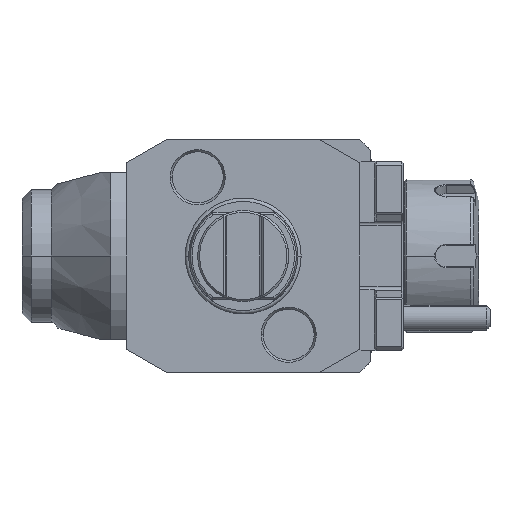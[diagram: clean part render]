
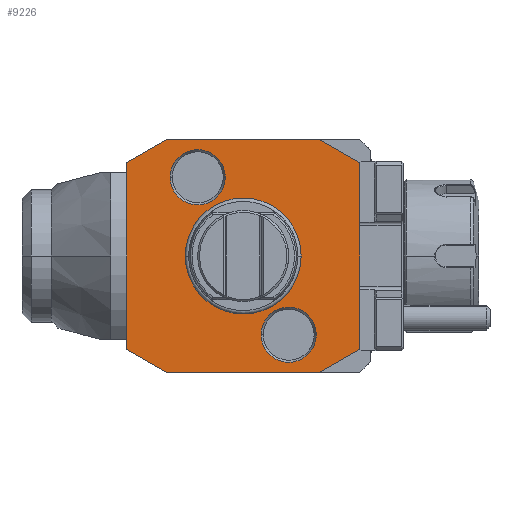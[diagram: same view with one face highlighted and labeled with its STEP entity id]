
A CAD part, front view. The second image highlights one B-rep face of the part: STEP entity #9226.
In plain terms, the highlighted planar face has unit normal (0, -1, 0).
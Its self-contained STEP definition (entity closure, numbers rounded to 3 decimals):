
#1=DIRECTION('',(-0.866,0.,-0.5));
#2=VECTOR('',#1,12.702);
#3=CARTESIAN_POINT('',(-21.,0.,32.));
#4=LINE('',#3,#2);
#5=DIRECTION('',(-1.,0.,0.));
#6=VECTOR('',#5,42.);
#7=CARTESIAN_POINT('',(21.,0.,32.));
#8=LINE('',#7,#6);
#9=DIRECTION('',(-0.866,0.,0.5));
#10=VECTOR('',#9,12.702);
#11=CARTESIAN_POINT('',(32.,0.,25.649));
#12=LINE('',#11,#10);
#13=DIRECTION('',(0.,0.,1.));
#14=VECTOR('',#13,51.298);
#15=CARTESIAN_POINT('',(32.,0.,-25.649));
#16=LINE('',#15,#14);
#17=DIRECTION('',(0.866,0.,0.5));
#18=VECTOR('',#17,12.702);
#19=CARTESIAN_POINT('',(21.,0.,-32.));
#20=LINE('',#19,#18);
#21=DIRECTION('',(1.,0.,0.));
#22=VECTOR('',#21,42.);
#23=CARTESIAN_POINT('',(-21.,0.,-32.));
#24=LINE('',#23,#22);
#25=DIRECTION('',(0.866,0.,-0.5));
#26=VECTOR('',#25,12.702);
#27=CARTESIAN_POINT('',(-32.,0.,-25.649));
#28=LINE('',#27,#26);
#29=DIRECTION('',(0.,0.,-1.));
#30=VECTOR('',#29,51.298);
#31=CARTESIAN_POINT('',(-32.,0.,25.649));
#32=LINE('',#31,#30);
#33=CARTESIAN_POINT('',(-12.5,0.,21.651));
#34=DIRECTION('',(0.,1.,0.));
#35=DIRECTION('',(1.,0.,0.));
#36=AXIS2_PLACEMENT_3D('',#33,#34,#35);
#38=CARTESIAN_POINT('',(-12.5,0.,21.651));
#39=DIRECTION('',(0.,1.,0.));
#40=DIRECTION('',(-1.,0.,0.));
#41=AXIS2_PLACEMENT_3D('',#38,#39,#40);
#43=CARTESIAN_POINT('',(12.5,0.,-21.651));
#44=DIRECTION('',(0.,1.,0.));
#45=DIRECTION('',(1.,0.,0.));
#46=AXIS2_PLACEMENT_3D('',#43,#44,#45);
#48=CARTESIAN_POINT('',(12.5,0.,-21.651));
#49=DIRECTION('',(0.,1.,0.));
#50=DIRECTION('',(-1.,0.,0.));
#51=AXIS2_PLACEMENT_3D('',#48,#49,#50);
#5482=CARTESIAN_POINT('',(0.,0.,0.));
#5483=DIRECTION('',(0.,-1.,0.));
#5484=DIRECTION('',(1.,0.,0.));
#5485=AXIS2_PLACEMENT_3D('',#5482,#5483,#5484);
#5487=CARTESIAN_POINT('',(0.,0.,0.));
#5488=DIRECTION('',(0.,-1.,0.));
#5489=DIRECTION('',(-1.,0.,0.));
#5490=AXIS2_PLACEMENT_3D('',#5487,#5488,#5489);
#8153=CARTESIAN_POINT('',(-4.923,0.,21.651));
#8154=CARTESIAN_POINT('',(-20.077,0.,21.651));
#8155=VERTEX_POINT('',#8153);
#8156=VERTEX_POINT('',#8154);
#8259=CARTESIAN_POINT('',(20.077,0.,
-21.651));
#8260=CARTESIAN_POINT('',(4.923,0.,
-21.651));
#8261=VERTEX_POINT('',#8259);
#8262=VERTEX_POINT('',#8260);
#8981=CARTESIAN_POINT('',(-21.,0.,32.));
#8982=CARTESIAN_POINT('',(-32.,0.,25.649));
#8983=VERTEX_POINT('',#8981);
#8984=VERTEX_POINT('',#8982);
#8985=CARTESIAN_POINT('',(-32.,0.,-25.649));
#8986=VERTEX_POINT('',#8985);
#8987=CARTESIAN_POINT('',(-21.,0.,-32.));
#8988=VERTEX_POINT('',#8987);
#8989=CARTESIAN_POINT('',(21.,0.,-32.));
#8990=VERTEX_POINT('',#8989);
#8991=CARTESIAN_POINT('',(32.,0.,-25.649));
#8992=VERTEX_POINT('',#8991);
#8993=CARTESIAN_POINT('',(32.,0.,25.649));
#8994=VERTEX_POINT('',#8993);
#8995=CARTESIAN_POINT('',(21.,0.,32.));
#8996=VERTEX_POINT('',#8995);
#9055=CARTESIAN_POINT('',(15.783,0.,0.));
#9056=CARTESIAN_POINT('',(-15.783,0.,0.));
#9057=VERTEX_POINT('',#9055);
#9058=VERTEX_POINT('',#9056);
#9185=CARTESIAN_POINT('',(0.,0.,0.));
#9186=DIRECTION('',(0.,-1.,0.));
#9187=DIRECTION('',(-1.,0.,0.));
#9188=AXIS2_PLACEMENT_3D('',#9185,#9186,#9187);
#9189=PLANE('',#9188);
#9191=ORIENTED_EDGE('',*,*,#9190,.F.);
#9193=ORIENTED_EDGE('',*,*,#9192,.F.);
#9195=ORIENTED_EDGE('',*,*,#9194,.F.);
#9197=ORIENTED_EDGE('',*,*,#9196,.F.);
#9199=ORIENTED_EDGE('',*,*,#9198,.F.);
#9201=ORIENTED_EDGE('',*,*,#9200,.F.);
#9203=ORIENTED_EDGE('',*,*,#9202,.F.);
#9205=ORIENTED_EDGE('',*,*,#9204,.F.);
#9206=EDGE_LOOP('',(#9191,#9193,#9195,#9197,#9199,#9201,#9203,#9205));
#9207=FACE_OUTER_BOUND('',#9206,.F.);
#9209=ORIENTED_EDGE('',*,*,#9208,.T.);
#9211=ORIENTED_EDGE('',*,*,#9210,.T.);
#9212=EDGE_LOOP('',(#9209,#9211));
#9213=FACE_BOUND('',#9212,.F.);
#9215=ORIENTED_EDGE('',*,*,#9214,.F.);
#9217=ORIENTED_EDGE('',*,*,#9216,.F.);
#9218=EDGE_LOOP('',(#9215,#9217));
#9219=FACE_BOUND('',#9218,.F.);
#9221=ORIENTED_EDGE('',*,*,#9220,.F.);
#9223=ORIENTED_EDGE('',*,*,#9222,.F.);
#9224=EDGE_LOOP('',(#9221,#9223));
#9225=FACE_BOUND('',#9224,.F.);
#37=CIRCLE('',#36,7.577);
#42=CIRCLE('',#41,7.577);
#47=CIRCLE('',#46,7.577);
#52=CIRCLE('',#51,7.577);
#5486=CIRCLE('',#5485,15.783);
#5491=CIRCLE('',#5490,15.783);
#9190=EDGE_CURVE('',#8983,#8984,#4,.T.);
#9192=EDGE_CURVE('',#8996,#8983,#8,.T.);
#9194=EDGE_CURVE('',#8994,#8996,#12,.T.);
#9196=EDGE_CURVE('',#8992,#8994,#16,.T.);
#9198=EDGE_CURVE('',#8990,#8992,#20,.T.);
#9200=EDGE_CURVE('',#8988,#8990,#24,.T.);
#9202=EDGE_CURVE('',#8986,#8988,#28,.T.);
#9204=EDGE_CURVE('',#8984,#8986,#32,.T.);
#9208=EDGE_CURVE('',#9057,#9058,#5486,.T.);
#9210=EDGE_CURVE('',#9058,#9057,#5491,.T.);
#9214=EDGE_CURVE('',#8155,#8156,#37,.T.);
#9216=EDGE_CURVE('',#8156,#8155,#42,.T.);
#9220=EDGE_CURVE('',#8261,#8262,#47,.T.);
#9222=EDGE_CURVE('',#8262,#8261,#52,.T.);
#9226=ADVANCED_FACE('',(#9207,#9213,#9219,#9225),#9189,.T.);
